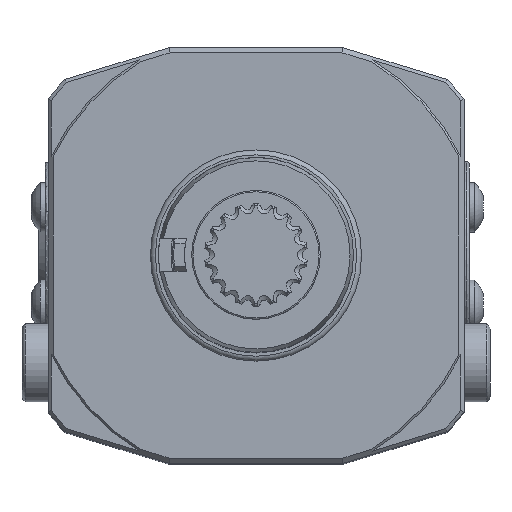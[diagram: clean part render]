
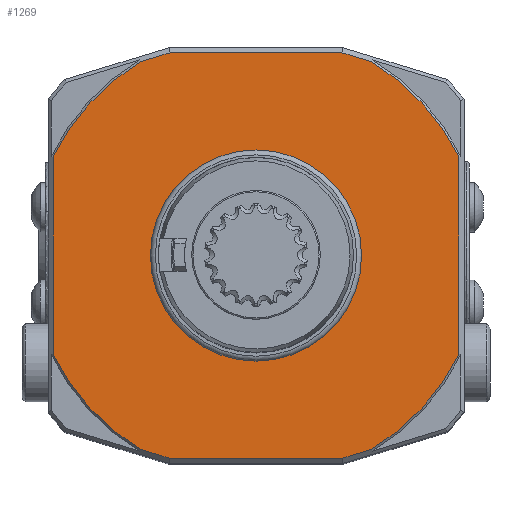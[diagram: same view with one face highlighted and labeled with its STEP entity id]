
A CAD part, top view. The second image highlights one B-rep face of the part: STEP entity #1269.
In plain terms, the highlighted planar face has unit normal (0, 0, 1).
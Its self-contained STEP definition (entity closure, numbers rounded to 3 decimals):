
#292=LINE('',#8265,#570);
#294=LINE('',#8269,#572);
#296=LINE('',#8273,#574);
#297=LINE('',#8287,#575);
#299=LINE('',#8303,#577);
#301=LINE('',#8307,#579);
#302=LINE('',#8309,#580);
#303=LINE('',#8323,#581);
#570=VECTOR('',#6470,1.);
#572=VECTOR('',#6474,1.);
#574=VECTOR('',#6478,1.);
#575=VECTOR('',#6485,1.);
#577=VECTOR('',#6493,1.);
#579=VECTOR('',#6497,1.);
#580=VECTOR('',#6500,1.);
#581=VECTOR('',#6507,1.);
#921=FACE_BOUND('',#2028,.T.);
#922=FACE_BOUND('',#2029,.T.);
#1269=ADVANCED_FACE('',(#921,#922),#1519,.F.);
#1519=PLANE('',#5476);
#2028=EDGE_LOOP('',(#2794));
#2029=EDGE_LOOP('',(#2795,#2796,#2797,#2798,#2799,#2800,#2801,#2802,#2803,
#2804,#2805,#2806));
#2794=ORIENTED_EDGE('',*,*,#4502,.F.);
#2795=ORIENTED_EDGE('',*,*,#4501,.F.);
#2796=ORIENTED_EDGE('',*,*,#4499,.T.);
#2797=ORIENTED_EDGE('',*,*,#4497,.F.);
#2798=ORIENTED_EDGE('',*,*,#4495,.T.);
#2799=ORIENTED_EDGE('',*,*,#4494,.T.);
#2800=ORIENTED_EDGE('',*,*,#4492,.T.);
#2801=ORIENTED_EDGE('',*,*,#4489,.F.);
#2802=ORIENTED_EDGE('',*,*,#4487,.T.);
#2803=ORIENTED_EDGE('',*,*,#4485,.F.);
#2804=ORIENTED_EDGE('',*,*,#4483,.T.);
#2805=ORIENTED_EDGE('',*,*,#4481,.T.);
#2806=ORIENTED_EDGE('',*,*,#4479,.T.);
#3896=VERTEX_POINT('',#8264);
#3897=VERTEX_POINT('',#8266);
#3898=VERTEX_POINT('',#8270);
#3899=VERTEX_POINT('',#8274);
#3900=VERTEX_POINT('',#8281);
#3901=VERTEX_POINT('',#8288);
#3902=VERTEX_POINT('',#8295);
#3903=VERTEX_POINT('',#8302);
#3904=VERTEX_POINT('',#8306);
#3905=VERTEX_POINT('',#8310);
#3906=VERTEX_POINT('',#8317);
#3907=VERTEX_POINT('',#8324);
#3908=VERTEX_POINT('',#8333);
#4479=EDGE_CURVE('',#3897,#3896,#292,.T.);
#4481=EDGE_CURVE('',#3898,#3897,#294,.T.);
#4483=EDGE_CURVE('',#3899,#3898,#296,.T.);
#4485=EDGE_CURVE('',#3899,#3900,#5041,.T.);
#4487=EDGE_CURVE('',#3901,#3900,#297,.T.);
#4489=EDGE_CURVE('',#3901,#3902,#5042,.T.);
#4492=EDGE_CURVE('',#3903,#3902,#299,.T.);
#4494=EDGE_CURVE('',#3904,#3903,#301,.T.);
#4495=EDGE_CURVE('',#3905,#3904,#302,.T.);
#4497=EDGE_CURVE('',#3905,#3906,#5043,.T.);
#4499=EDGE_CURVE('',#3907,#3906,#303,.T.);
#4501=EDGE_CURVE('',#3907,#3896,#5044,.T.);
#4502=EDGE_CURVE('',#3908,#3908,#5045,.T.);
#5041=CIRCLE('',#5462,34.7);
#5042=CIRCLE('',#5465,34.7);
#5043=CIRCLE('',#5470,34.7);
#5044=CIRCLE('',#5473,34.7);
#5045=CIRCLE('',#5475,16.109);
#5462=AXIS2_PLACEMENT_3D('',#8280,#6481,#6482);
#5465=AXIS2_PLACEMENT_3D('',#8294,#6488,#6489);
#5470=AXIS2_PLACEMENT_3D('',#8316,#6503,#6504);
#5473=AXIS2_PLACEMENT_3D('',#8330,#6510,#6511);
#5475=AXIS2_PLACEMENT_3D('',#8332,#6514,#6515);
#5476=AXIS2_PLACEMENT_3D('',#8334,#6516,#6517);
#6470=DIRECTION('',(0.956,0.292,0.));
#6474=DIRECTION('',(1.,0.,0.));
#6478=DIRECTION('',(0.956,-0.292,0.));
#6481=DIRECTION('',(0.,0.,-1.));
#6482=DIRECTION('',(0.,1.,0.));
#6485=DIRECTION('',(0.,-1.,0.));
#6488=DIRECTION('',(0.,0.,-1.));
#6489=DIRECTION('',(0.,1.,0.));
#6493=DIRECTION('',(-0.956,-0.292,0.));
#6497=DIRECTION('',(-1.,0.,0.));
#6500=DIRECTION('',(-0.956,0.292,0.));
#6503=DIRECTION('',(0.,0.,-1.));
#6504=DIRECTION('',(0.,1.,0.));
#6507=DIRECTION('',(0.,1.,0.));
#6510=DIRECTION('',(0.,0.,-1.));
#6511=DIRECTION('',(0.,1.,0.));
#6514=DIRECTION('',(0.,0.,1.));
#6515=DIRECTION('',(-1.,0.,0.));
#6516=DIRECTION('',(0.,0.,-1.));
#6517=DIRECTION('',(1.,0.,0.));
#8264=CARTESIAN_POINT('',(17.762,-29.809,0.));
#8265=CARTESIAN_POINT('',(13.411,-31.14,0.));
#8266=CARTESIAN_POINT('',(13.214,-31.2,0.));
#8269=CARTESIAN_POINT('',(13.333,-31.2,0.));
#8270=CARTESIAN_POINT('',(-13.214,-31.2,0.));
#8273=CARTESIAN_POINT('',(-13.099,-31.235,0.));
#8274=CARTESIAN_POINT('',(-17.762,-29.809,0.));
#8280=CARTESIAN_POINT('',(0.,0.,0.));
#8281=CARTESIAN_POINT('',(-31.2,-15.187,0.));
#8287=CARTESIAN_POINT('',(-31.2,-13.42,0.));
#8288=CARTESIAN_POINT('',(-31.2,15.187,0.));
#8294=CARTESIAN_POINT('',(0.,0.,0.));
#8295=CARTESIAN_POINT('',(-17.762,29.809,0.));
#8302=CARTESIAN_POINT('',(-13.214,31.2,0.));
#8303=CARTESIAN_POINT('',(-13.411,31.14,0.));
#8306=CARTESIAN_POINT('',(13.214,31.2,0.));
#8307=CARTESIAN_POINT('',(-13.333,31.2,0.));
#8309=CARTESIAN_POINT('',(13.099,31.235,0.));
#8310=CARTESIAN_POINT('',(17.762,29.809,0.));
#8316=CARTESIAN_POINT('',(0.,0.,0.));
#8317=CARTESIAN_POINT('',(31.2,15.187,0.));
#8323=CARTESIAN_POINT('',(31.2,13.42,0.));
#8324=CARTESIAN_POINT('',(31.2,-15.187,0.));
#8330=CARTESIAN_POINT('',(0.,0.,0.));
#8332=CARTESIAN_POINT('',(0.,0.,0.));
#8333=CARTESIAN_POINT('',(-16.109,0.,0.));
#8334=CARTESIAN_POINT('',(-37.5,0.,0.));
